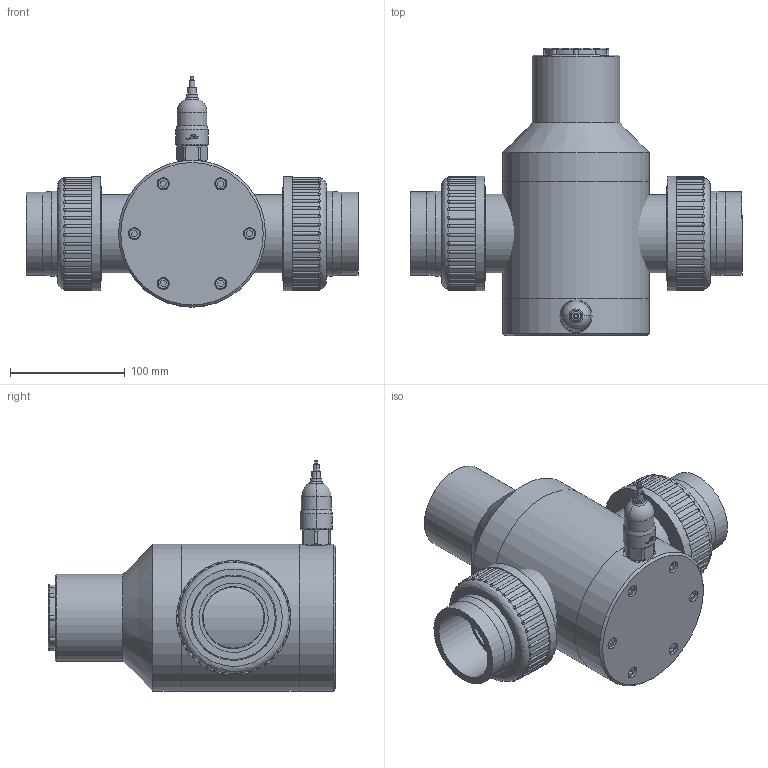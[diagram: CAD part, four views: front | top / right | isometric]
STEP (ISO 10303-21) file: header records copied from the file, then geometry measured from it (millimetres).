
FILE_DESCRIPTION (( 'STEP AP214' ), '1' );
FILE_NAME ('63-1162-0X-NC.step', '2019-11-05T10:13:30', ( '' ), ( '' ), 'SwSTEP 2.0', 'SolidWorks 2020', '' );
FILE_SCHEMA (( 'AUTOMOTIVE_DESIGN' ));
Length unit declared in the file: millimetre
Products named in the file (11): PVC Bonnet all size_63mm PVC-304; 63; Switch Boot; 63mm Dust Cap; 729511111_01; Body detail_63mm or 2; 729511111_03; NC Small; 63-1162-0X-NC; M6 x 30 socket cap screw; 63mm union stub
Assembly tree (18 placements, depth 2):
  63-1162-0X-NC
    Body detail_63mm or 2
    PVC Bonnet all size_63mm PVC-304
    63mm union stub  x2
    729511111_01  x2
    729511111_03  x2
    63mm Dust Cap
    63
    M6 x 30 socket cap screw  x6
    Switch Boot
    NC Small
Bounding box: 289.07 x 250.4 x 200.63 mm (x, y, z)
Volume: 3222351.9 mm3; surface area: 366445.1 mm2
Topology: 18 solids, 18 shells, 622 faces, 1654 edges, 1078 vertices
Faces by surface type: cylinder 321, plane 154, bspline 84, cone 32, torus 27, sphere 4
Full cylindrical faces by diameter (mm): 5.2 x1, 6 x6, 10 x6, 10.5 x6, 21 x1, 24 x1, 53 x2, 54 x2, 58 x2, 60.3 x2, 68.4 x2, 70 x2, 72.5 x2, 74 x2, 74.3 x2, 76 x1, 78.4 x4, 79.903 x2, 81.534 x2, 99.7 x2, 128 x3
Entity records: 19564 total; most frequent: CARTESIAN_POINT 10052, ORIENTED_EDGE 1936, DIRECTION 1799, EDGE_CURVE 968, AXIS2_PLACEMENT_3D 771, VERTEX_POINT 645, EDGE_LOOP 475, FACE_OUTER_BOUND 438
